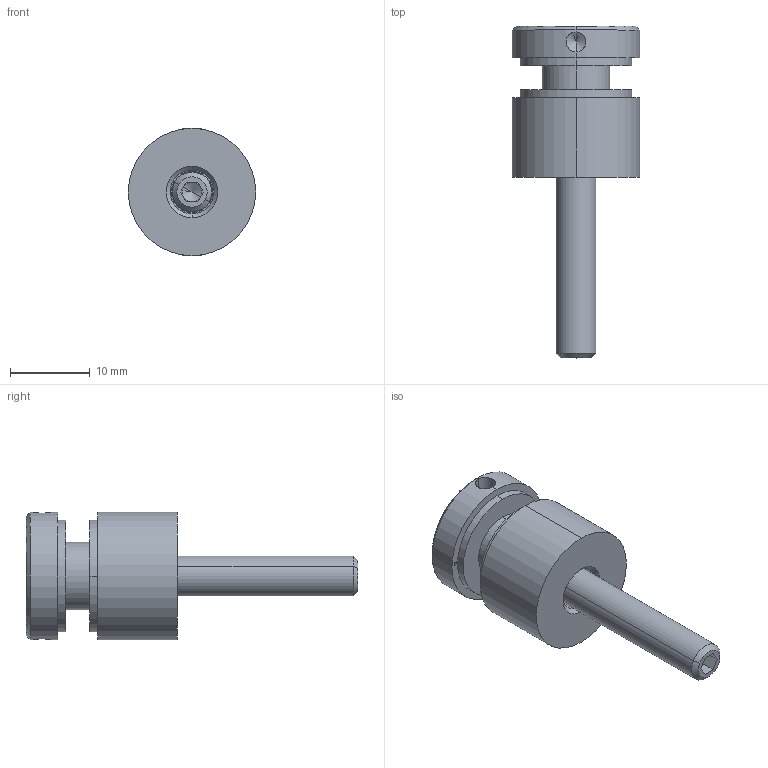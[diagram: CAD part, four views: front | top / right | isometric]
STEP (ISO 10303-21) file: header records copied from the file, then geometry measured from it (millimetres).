
FILE_DESCRIPTION (( 'STEP AP203' ), '1' );
FILE_NAME ('60260-240.STEP', '2022-02-14T14:53:34', ( '' ), ( '' ), 'SwSTEP 2.0', 'SolidWorks 2018', '' );
FILE_SCHEMA (( 'CONFIG_CONTROL_DESIGN' ));
Length unit declared in the file: millimetre
Products named in the file (12): 60260-240 Teil4; 60260-240; 60260-240 Teil2_60260-240 Teil2; 60260-240 Teil1; DIN913; DIN913_DIN 913 M5x40; 60260-240 Teil1_60260-240 Teil1; 60260-240 Teil3; 60260-240 Teil4_60260-240 Teil4; 60260-240 Teil2; 60260-240 Teil3_60260-240 Teil3
Assembly tree (6 placements, depth 2):
  60260-240 Teil4
  60260-240
    DIN913
  60260-240 Teil1
  60260-240
    60260-240 Teil1_60260-240 Teil1
    60260-240 Teil2_60260-240 Teil2
    60260-240 Teil3_60260-240 Teil3
    60260-240 Teil4_60260-240 Teil4
    DIN913_DIN 913 M5x40
  60260-240 Teil3
Bounding box: 16 x 41.7 x 16 mm (x, y, z)
Volume: 3657.5 mm3; surface area: 3249.4 mm2
Topology: 5 solids, 5 shells, 294 faces, 743 edges, 482 vertices
Faces by surface type: plane 139, bspline 105, cylinder 26, cone 24
Entity records: 17415 total; most frequent: CARTESIAN_POINT 9932, ORIENTED_EDGE 1468, DIRECTION 994, EDGE_CURVE 734, VERTEX_POINT 480, VECTOR 448, LINE 448, EDGE_LOOP 330
